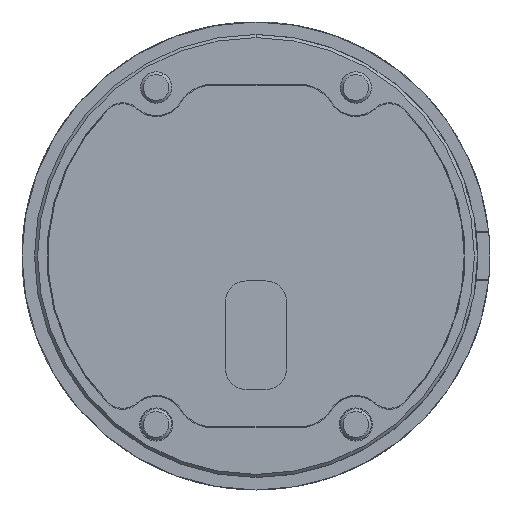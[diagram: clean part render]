
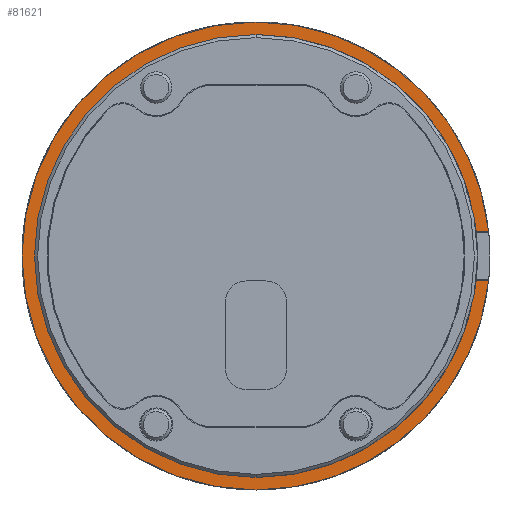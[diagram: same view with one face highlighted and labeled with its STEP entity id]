
A CAD part, front view. The second image highlights one B-rep face of the part: STEP entity #81621.
In plain terms, the highlighted planar face has unit normal (0, -1, 0).
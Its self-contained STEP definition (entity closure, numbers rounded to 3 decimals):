
#612 = DIRECTION ( 'NONE',  ( 0., 0., -1. ) ) ;
#4097 = CIRCLE ( 'NONE', #58763, 37.5 ) ;
#4249 = DIRECTION ( 'NONE',  ( 0., 0., -1. ) ) ;
#4726 = CARTESIAN_POINT ( 'NONE',  ( 0., -82.8, 0. ) ) ;
#5143 = EDGE_CURVE ( 'NONE', #123381, #133223, #4097, .T. ) ;
#6173 = CARTESIAN_POINT ( 'NONE',  ( 0., -82.8, 0. ) ) ;
#6263 = ORIENTED_EDGE ( 'NONE', *, *, #88053, .F. ) ;
#6990 = CIRCLE ( 'NONE', #72550, 35.5 ) ;
#11455 = CARTESIAN_POINT ( 'NONE',  ( 35.28, -82.8, -3.943 ) ) ;
#11578 = ORIENTED_EDGE ( 'NONE', *, *, #43353, .T. ) ;
#12703 = EDGE_CURVE ( 'NONE', #83971, #27315, #82255, .T. ) ;
#12885 = ORIENTED_EDGE ( 'NONE', *, *, #16739, .F. ) ;
#15557 = ORIENTED_EDGE ( 'NONE', *, *, #29623, .T. ) ;
#16739 = EDGE_CURVE ( 'NONE', #83971, #38242, #6990, .T. ) ;
#17809 = VERTEX_POINT ( 'NONE', #11455 ) ;
#19722 = ORIENTED_EDGE ( 'NONE', *, *, #12703, .T. ) ;
#20381 = DIRECTION ( 'NONE',  ( 0., -1., 0. ) ) ;
#21344 = CIRCLE ( 'NONE', #41342, 35.5 ) ;
#22379 = DIRECTION ( 'NONE',  ( 0., 0., -1. ) ) ;
#23010 = DIRECTION ( 'NONE',  ( -1., 0., 0. ) ) ;
#26635 = CIRCLE ( 'NONE', #49820, 37.5 ) ;
#27315 = VERTEX_POINT ( 'NONE', #54723 ) ;
#29011 = DIRECTION ( 'NONE',  ( 0., -1., 0. ) ) ;
#29515 = AXIS2_PLACEMENT_3D ( 'NONE', #4726, #49879, #4249 ) ;
#29623 = EDGE_CURVE ( 'NONE', #80266, #123381, #111527, .T. ) ;
#33717 = EDGE_CURVE ( 'NONE', #133223, #17809, #59082, .T. ) ;
#33765 = FACE_OUTER_BOUND ( 'NONE', #122332, .T. ) ;
#33978 = CARTESIAN_POINT ( 'NONE',  ( 37.5, -82.8, 3.943 ) ) ;
#34463 = DIRECTION ( 'NONE',  ( 0., 0., -1. ) ) ;
#38242 = VERTEX_POINT ( 'NONE', #102738 ) ;
#41342 = AXIS2_PLACEMENT_3D ( 'NONE', #66498, #143345, #34463 ) ;
#42566 = CARTESIAN_POINT ( 'NONE',  ( 0., -82.8, -35.5 ) ) ;
#43353 = EDGE_CURVE ( 'NONE', #27315, #80266, #26635, .T. ) ;
#45752 = PLANE ( 'NONE',  #97811 ) ;
#46091 = DIRECTION ( 'NONE',  ( 1., 0., 0. ) ) ;
#49820 = AXIS2_PLACEMENT_3D ( 'NONE', #54465, #121631, #22379 ) ;
#49879 = DIRECTION ( 'NONE',  ( 0., -1., 0. ) ) ;
#54465 = CARTESIAN_POINT ( 'NONE',  ( 0., -82.8, 0. ) ) ;
#54723 = CARTESIAN_POINT ( 'NONE',  ( 37.292, -82.8, 3.943 ) ) ;
#55372 = EDGE_CURVE ( 'NONE', #96122, #17809, #21344, .T. ) ;
#55634 = VECTOR ( 'NONE', #23010, 1000. ) ;
#57681 = ORIENTED_EDGE ( 'NONE', *, *, #55372, .F. ) ;
#58763 = AXIS2_PLACEMENT_3D ( 'NONE', #136276, #70991, #60335 ) ;
#59082 = LINE ( 'NONE', #121778, #55634 ) ;
#60335 = DIRECTION ( 'NONE',  ( 0., 0., -1. ) ) ;
#66498 = CARTESIAN_POINT ( 'NONE',  ( 0., -82.8, 0. ) ) ;
#68853 = CARTESIAN_POINT ( 'NONE',  ( 35.28, -82.8, 3.943 ) ) ;
#70991 = DIRECTION ( 'NONE',  ( 0., -1., 0. ) ) ;
#72550 = AXIS2_PLACEMENT_3D ( 'NONE', #6173, #29011, #105926 ) ;
#77744 = CARTESIAN_POINT ( 'NONE',  ( 37.5, -82.8, 0. ) ) ;
#80266 = VERTEX_POINT ( 'NONE', #85170 ) ;
#81615 = AXIS2_PLACEMENT_3D ( 'NONE', #132720, #20381, #121086 ) ;
#81621 = ADVANCED_FACE ( 'NONE', ( #33765 ), #45752, .T. ) ;
#82255 = LINE ( 'NONE', #33978, #106476 ) ;
#83971 = VERTEX_POINT ( 'NONE', #68853 ) ;
#85170 = CARTESIAN_POINT ( 'NONE',  ( 0., -82.8, 37.5 ) ) ;
#88053 = EDGE_CURVE ( 'NONE', #38242, #96122, #114094, .T. ) ;
#93044 = CARTESIAN_POINT ( 'NONE',  ( 0., -82.8, -37.5 ) ) ;
#96122 = VERTEX_POINT ( 'NONE', #42566 ) ;
#97811 = AXIS2_PLACEMENT_3D ( 'NONE', #77744, #112952, #612 ) ;
#102738 = CARTESIAN_POINT ( 'NONE',  ( 0., -82.8, 35.5 ) ) ;
#105926 = DIRECTION ( 'NONE',  ( 0., 0., -1. ) ) ;
#106476 = VECTOR ( 'NONE', #46091, 1000. ) ;
#111527 = CIRCLE ( 'NONE', #81615, 37.5 ) ;
#112952 = DIRECTION ( 'NONE',  ( 0., -1., 0. ) ) ;
#114094 = CIRCLE ( 'NONE', #29515, 35.5 ) ;
#119248 = ORIENTED_EDGE ( 'NONE', *, *, #33717, .T. ) ;
#121086 = DIRECTION ( 'NONE',  ( 0., 0., -1. ) ) ;
#121466 = CARTESIAN_POINT ( 'NONE',  ( 37.292, -82.8, -3.943 ) ) ;
#121631 = DIRECTION ( 'NONE',  ( 0., -1., 0. ) ) ;
#121778 = CARTESIAN_POINT ( 'NONE',  ( 37.5, -82.8, -3.943 ) ) ;
#122332 = EDGE_LOOP ( 'NONE', ( #12885, #19722, #11578, #15557, #125981, #119248, #57681, #6263 ) ) ;
#123381 = VERTEX_POINT ( 'NONE', #93044 ) ;
#125981 = ORIENTED_EDGE ( 'NONE', *, *, #5143, .T. ) ;
#132720 = CARTESIAN_POINT ( 'NONE',  ( 0., -82.8, 0. ) ) ;
#133223 = VERTEX_POINT ( 'NONE', #121466 ) ;
#136276 = CARTESIAN_POINT ( 'NONE',  ( 0., -82.8, 0. ) ) ;
#143345 = DIRECTION ( 'NONE',  ( 0., -1., 0. ) ) ;
